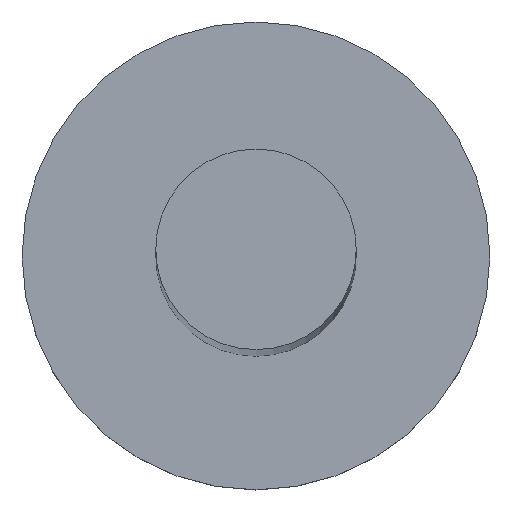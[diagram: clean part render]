
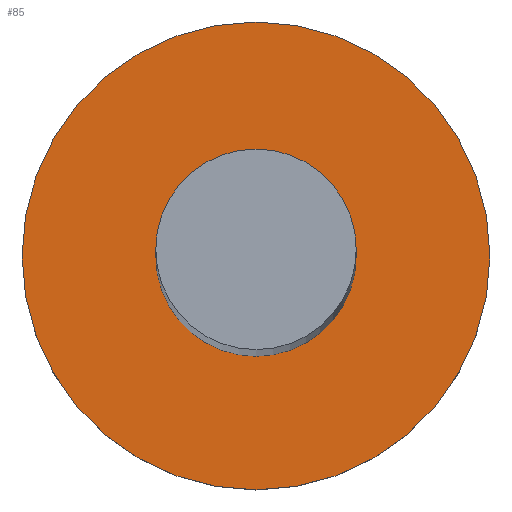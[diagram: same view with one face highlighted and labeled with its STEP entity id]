
A CAD part, top view. The second image highlights one B-rep face of the part: STEP entity #85.
In plain terms, the highlighted planar face has unit normal (0, 0, 1).
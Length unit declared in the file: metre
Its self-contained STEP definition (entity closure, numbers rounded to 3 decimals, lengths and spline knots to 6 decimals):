
#22=PLANE('',#122);
#30=ORIENTED_EDGE('',*,*,#38,.F.);
#31=ORIENTED_EDGE('',*,*,#40,.T.);
#38=EDGE_CURVE('',#44,#44,#50,.T.);
#40=EDGE_CURVE('',#46,#46,#52,.T.);
#44=VERTEX_POINT('',#166);
#46=VERTEX_POINT('',#171);
#50=CIRCLE('',#117,0.015);
#52=CIRCLE('',#120,0.035);
#60=EDGE_LOOP('',(#30));
#61=EDGE_LOOP('',(#31));
#72=FACE_BOUND('',#60,.T.);
#73=FACE_BOUND('',#61,.T.);
#85=ADVANCED_FACE('',(#72,#73),#22,.T.);
#117=AXIS2_PLACEMENT_3D('',#165,#135,#136);
#120=AXIS2_PLACEMENT_3D('',#170,#141,#142);
#122=AXIS2_PLACEMENT_3D('',#174,#145,#146);
#135=DIRECTION('',(0.,0.,1.));
#136=DIRECTION('',(1.,0.,0.));
#141=DIRECTION('',(0.,0.,1.));
#142=DIRECTION('',(1.,0.,0.));
#145=DIRECTION('',(0.,0.,1.));
#146=DIRECTION('',(1.,0.,0.));
#165=CARTESIAN_POINT('',(0.,0.,0.15));
#166=CARTESIAN_POINT('',(0.015,0.,0.15));
#170=CARTESIAN_POINT('',(0.,0.,0.15));
#171=CARTESIAN_POINT('',(0.035,0.,0.15));
#174=CARTESIAN_POINT('',(0.,0.,0.15));
